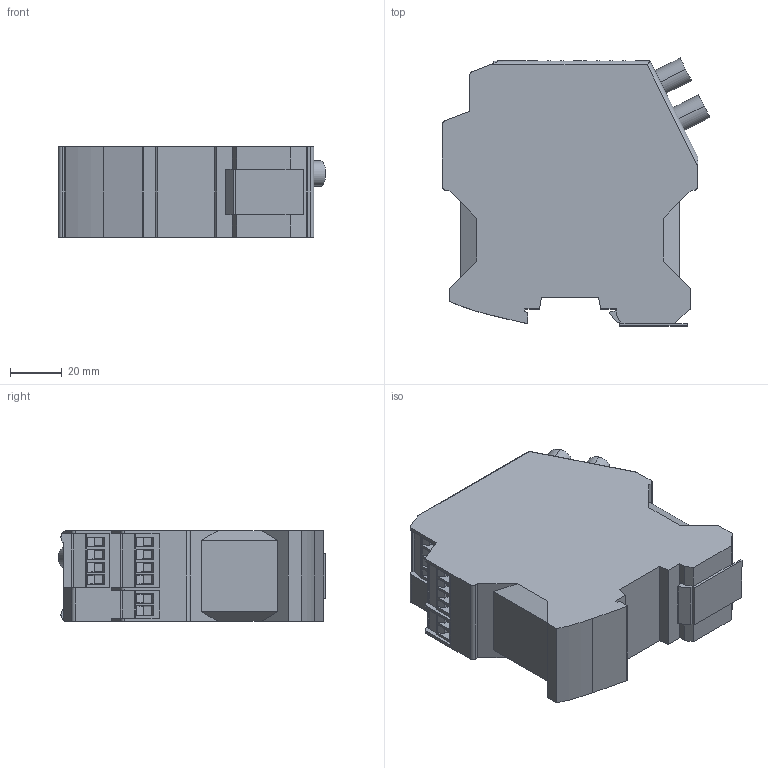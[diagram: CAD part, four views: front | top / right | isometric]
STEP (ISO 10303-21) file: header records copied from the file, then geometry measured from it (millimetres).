
FILE_DESCRIPTION(('SolidDesigner STEP Export'),'2;1');
FILE_NAME('2708339_PSI_MOS_RS485W2_FO_850_E-select.stp','2011-05-19T14:17:02',(''),(''),'CoCreate Modeling STEP processor for AP214 (Solid Model)','CoCreate Modeling 16.00A 16-Aug-2008 (C) Parametric Technology GmbH','');
FILE_SCHEMA(('AUTOMOTIVE_DESIGN { 1 0 10303 214 1 1 1 1 }'));
Length unit declared in the file: millimetre
Products named in the file (2): 2708339_PSI_MOS_RS485W2_FO_850_E-select
Assembly tree (1 placements, depth 2):
  2708339_PSI_MOS_RS485W2_FO_850_E-select
    2708339_PSI_MOS_RS485W2_FO_850_E-select
Bounding box: 103.63 x 103.74 x 35.2 mm (x, y, z)
Volume: 293091.7 mm3; surface area: 32713.2 mm2
Topology: 1 solids, 1 shells, 293 faces, 800 edges, 532 vertices
Faces by surface type: plane 245, cylinder 48
Entity records: 10576 total; most frequent: ORIENTED_EDGE 1600, CARTESIAN_POINT 1525, DIRECTION 1341, EDGE_CURVE 800, VECTOR 645, LINE 645, VERTEX_POINT 532, AXIS2_PLACEMENT_3D 348
